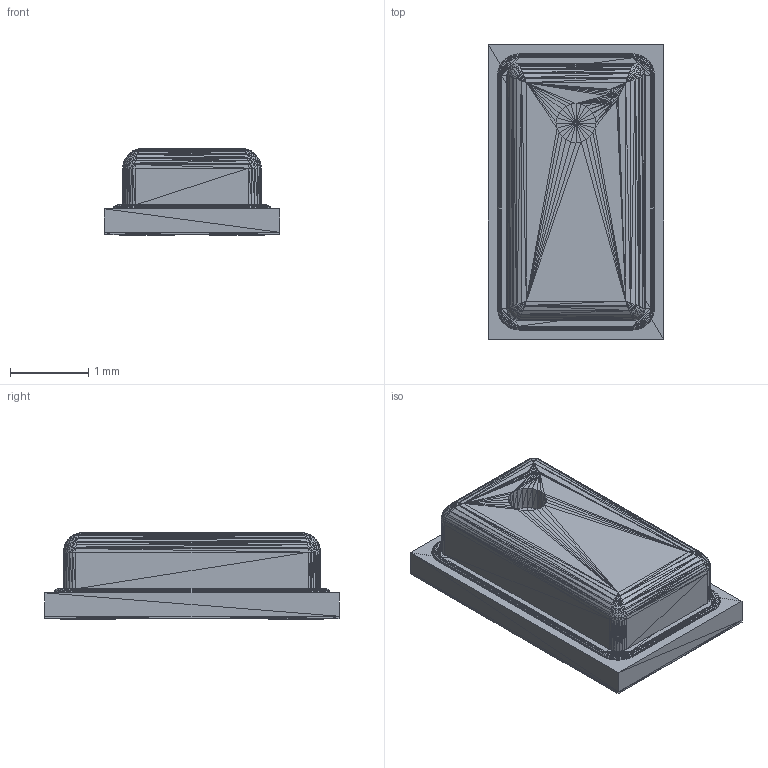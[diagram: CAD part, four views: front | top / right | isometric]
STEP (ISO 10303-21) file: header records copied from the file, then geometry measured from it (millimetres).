
FILE_DESCRIPTION(('auto-generated'),'2;1');
FILE_SCHEMA(('CONFIG_CONTROL_DESIGN'));
Bounding box: 2.24 x 3.76 x 1.11 mm (x, y, z)
Volume: 2.9 mm3; surface area: 70.1 mm2
Topology: 2 solids, 17 shells, 2322 faces, 3748 edges, 1434 vertices
Faces by surface type: plane 2322
Entity records: 36359 total; most frequent: ORIENTED_EDGE 6966, DIRECTION 5134, LINE 3748, EDGE_CURVE 3748, AXIS2_PLACEMENT_3D 2323, PLANE 2322, EDGE_LOOP 2322, FACE_BOUND 2322
